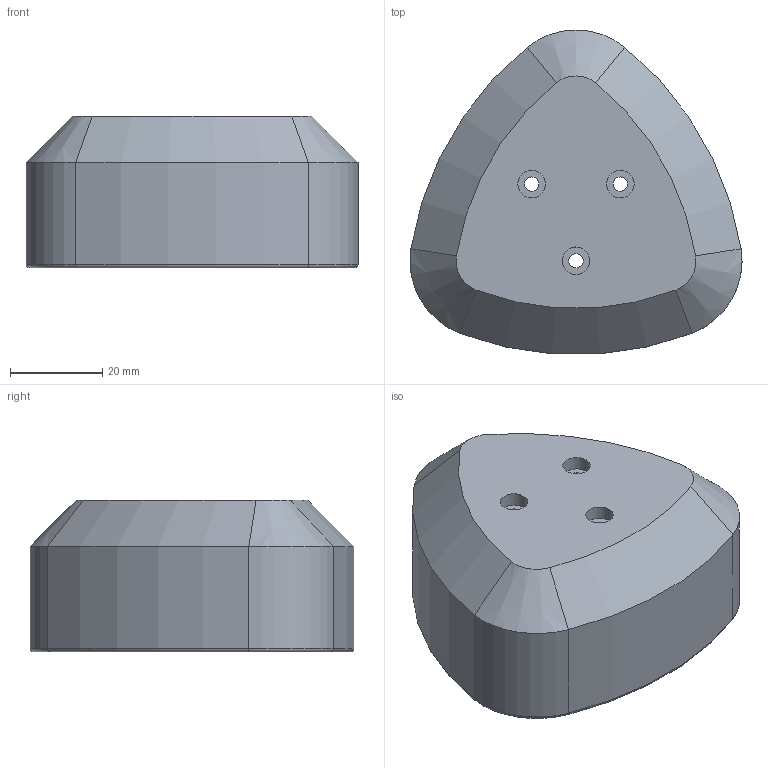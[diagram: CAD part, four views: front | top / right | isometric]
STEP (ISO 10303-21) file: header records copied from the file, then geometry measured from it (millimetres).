
FILE_DESCRIPTION(/* description */ ('STEP AP242','CAx-IF Rec.Pracs.---Representation and Presentation of Product Manufacturing Information (PMI)---4.0---2014-10-13','CAx-IF Rec.Pracs.---3D Tessellated Geometry---0.4---2014-09-14','2;1'),/* implementation_level */ '2;1');
FILE_NAME(/* name */ '62e858e3520d550e32955f9f',/* time_stamp */ '2022-08-01T22:51:15+00:00',/* author */ (''),/* organization */ (''),/* preprocessor_version */ 'ST-DEVELOPER v18.102',/* originating_system */ ' ',/* authorisation */ ' ');
FILE_SCHEMA (('AP242_MANAGED_MODEL_BASED_3D_ENGINEERING_MIM_LF { 1 0 10303 442 1 1 4 }'));
Length unit declared in the file: metre
Products named in the file (1): Cover
Bounding box: 72.14 x 70.36 x 33 mm (x, y, z)
Volume: 36826.5 mm3; surface area: 18200.4 mm2
Topology: 1 solids, 1 shells, 53 faces, 102 edges, 60 vertices
Faces by surface type: cylinder 24, cone 12, plane 11, torus 6
Full cylindrical faces by diameter (mm): 3.1 x3, 6 x9
Entity records: 1326 total; most frequent: DIRECTION 264, CARTESIAN_POINT 204, ORIENTED_EDGE 180, AXIS2_PLACEMENT_3D 120, EDGE_CURVE 90, EDGE_LOOP 80, FACE_BOUND 80, CIRCLE 66
